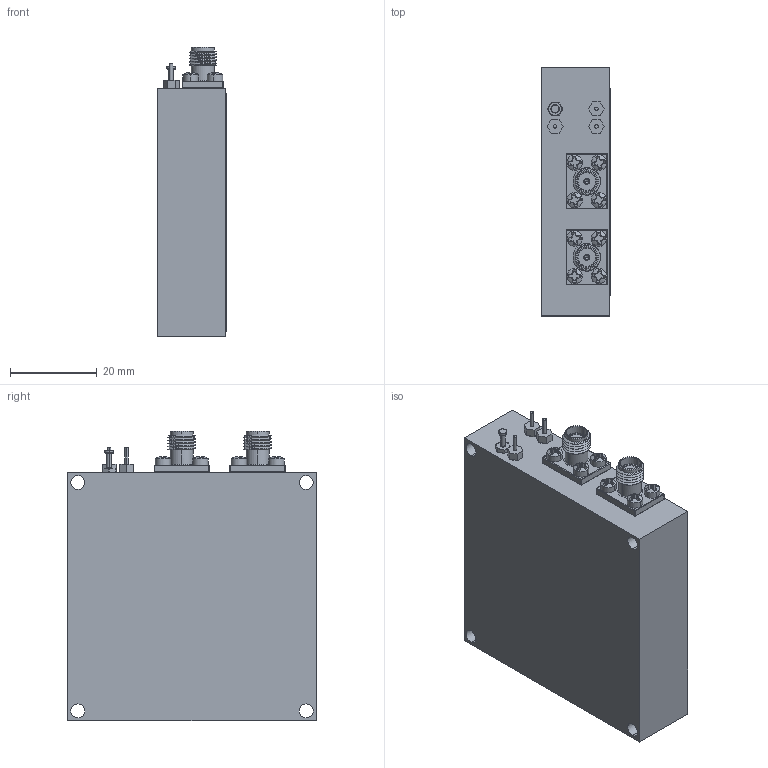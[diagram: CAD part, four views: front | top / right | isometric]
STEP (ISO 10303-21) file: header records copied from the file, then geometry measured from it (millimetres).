
FILE_DESCRIPTION (( 'STEP AP214' ), '1' );
FILE_NAME ('PDRO-17520M-13DBM-SFF ASSEMBLY VP.STEP', '2025-08-19T17:51:42', ( '' ), ( '' ), 'SwSTEP 2.0', 'SolidWorks 2024', '' );
FILE_SCHEMA (( 'AUTOMOTIVE_DESIGN' ));
Length unit declared in the file: inch
Products named in the file (1): PDRO-17520M-13DBM-SFF ASSEMBLY VP
Bounding box: 15.83 x 57.2 x 66.72 mm (x, y, z)
Volume: 52203.1 mm3; surface area: 18099.2 mm2
Topology: 25 solids, 25 shells, 859 faces, 3069 edges, 2403 vertices
Faces by surface type: plane 397, cylinder 193, torus 115, cone 79, sphere 59, bspline 16
Entity records: 51831 total; most frequent: CARTESIAN_POINT 14021, ORIENTED_EDGE 6066, DIRECTION 4937, EDGE_CURVE 3033, VERTEX_POINT 2403, AXIS2_PLACEMENT_3D 1757, VECTOR 1423, LINE 1423
